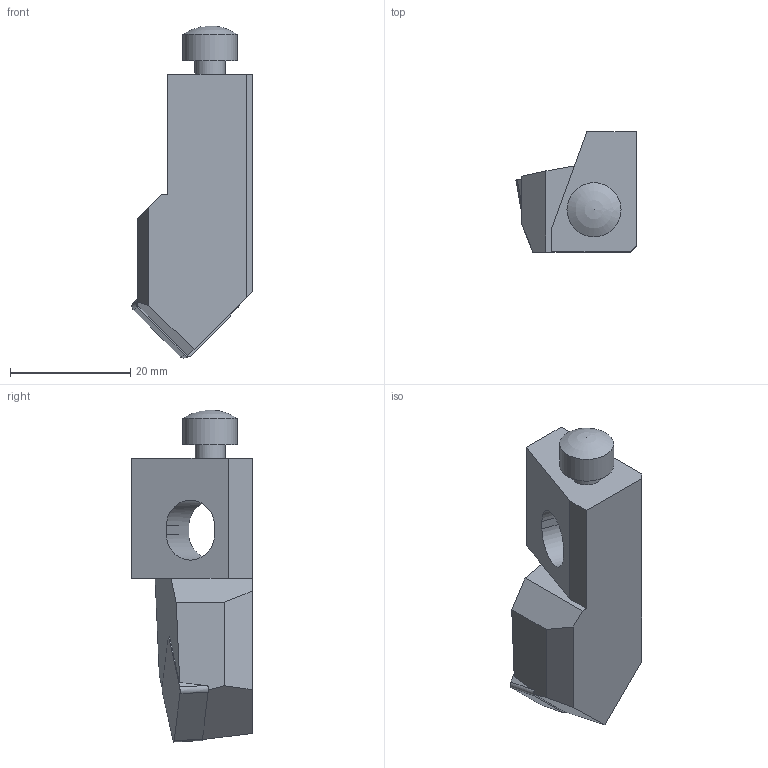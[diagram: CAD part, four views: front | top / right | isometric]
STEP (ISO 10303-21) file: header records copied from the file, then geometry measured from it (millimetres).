
FILE_DESCRIPTION(/* description */ (''),/* implementation_level */ '2;1');
FILE_NAME(/* name */ 'MSSNR12CA-12.stp',/* time_stamp */ '2016-11-29T14:52:55+05:00',/* author */ (''),/* organization */ (''),/* preprocessor_version */ 'ST-DEVELOPER v15',/* originating_system */ 'SIEMENS PLM Software NX 8.5',/* authorisation */ '');
FILE_SCHEMA (('AUTOMOTIVE_DESIGN { 1 0 10303 214 3 1 1 1 }'));
Length unit declared in the file: millimetre
Products named in the file (1): inpu1E549DD2q9zd
Bounding box: 20 x 20 x 55.29 mm (x, y, z)
Volume: 9815.9 mm3; surface area: 4483.1 mm2
Topology: 3 solids, 3 shells, 40 faces, 100 edges, 66 vertices
Faces by surface type: plane 28, cylinder 10, sphere 1, cone 1
Full cylindrical faces by diameter (mm): 2.3 x1, 5 x2, 9 x1
Entity records: 1307 total; most frequent: CARTESIAN_POINT 322, DIRECTION 189, ORIENTED_EDGE 182, EDGE_CURVE 91, LINE 71, VECTOR 71, VERTEX_POINT 64, AXIS2_PLACEMENT_3D 59
